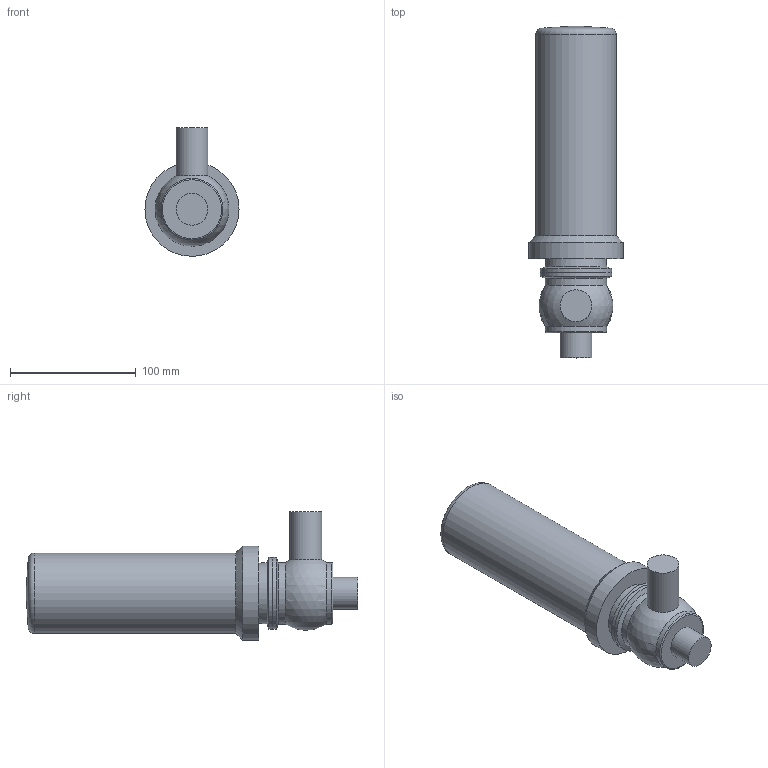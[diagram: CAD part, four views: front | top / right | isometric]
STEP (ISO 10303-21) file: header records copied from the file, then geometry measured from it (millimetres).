
FILE_DESCRIPTION((''),'2;1');
FILE_NAME('BBZS1-DN0254-SAL.stp','2009-08-27T16:45:05',('malp-m'),(''),'Autodesk Inventor 2008','Autodesk Inventor 2008','');
FILE_SCHEMA(('AUTOMOTIVE_DESIGN { 1 0 10303 214 1 1 1 1 }'));
Length unit declared in the file: millimetre
Products named in the file (3): BBZS1-DN0254-SAL; COR-INF-L-SAL-DN25; calotta BBZS1 025
Assembly tree (2 placements, depth 2):
  BBZS1-DN0254-SAL
    COR-INF-L-SAL-DN25
    calotta BBZS1 025
Bounding box: 75 x 264.5 x 102.5 mm (x, y, z)
Volume: 773667.3 mm3; surface area: 66184.5 mm2
Topology: 2 solids, 2 shells, 22 faces, 38 edges, 22 vertices
Faces by surface type: cylinder 8, plane 6, cone 5, torus 2, sphere 1
Full cylindrical faces by diameter (mm): 25.4 x2, 49 x2, 57 x2, 64 x1, 75 x1
Entity records: 506 total; most frequent: DIRECTION 94, CARTESIAN_POINT 67, AXIS2_PLACEMENT_3D 47, ORIENTED_EDGE 40, EDGE_LOOP 40, FACE_OUTER_BOUND 22, ADVANCED_FACE 22, VERTEX_POINT 20
